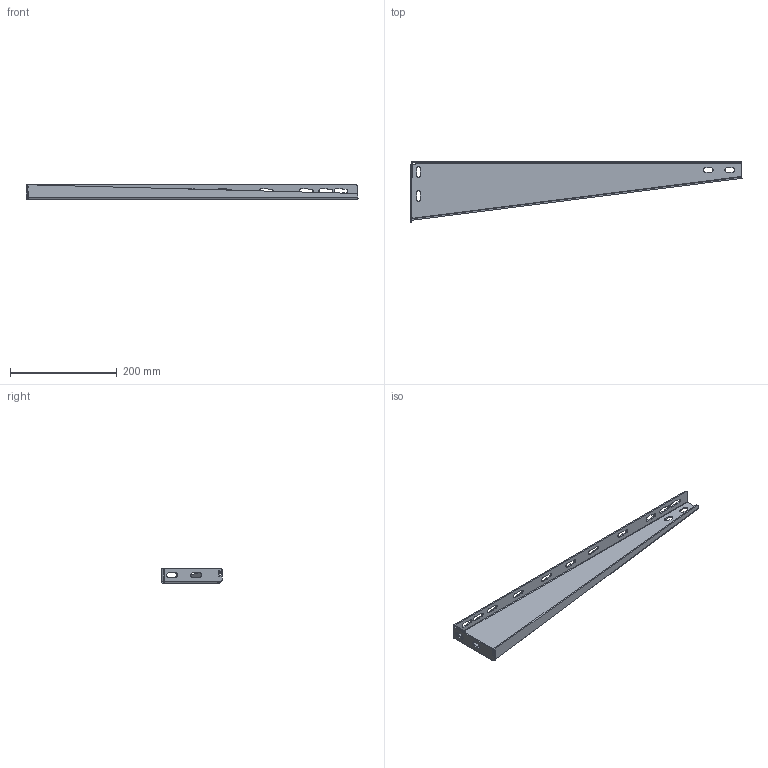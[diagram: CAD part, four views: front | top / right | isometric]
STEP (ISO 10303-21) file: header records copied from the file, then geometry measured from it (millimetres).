
FILE_DESCRIPTION(/* description */ (''),/* implementation_level */ '2;1');
FILE_NAME(/* name */ 'WWS600.stp',/* time_stamp */ '2020-11-04T14:58:38+01:00',/* author */ ('stanislaw.luczak'),/* organization */ (''),/* preprocessor_version */ 'ST-DEVELOPER v18.1',/* originating_system */ 'Autodesk Inventor 2021',/* authorisation */ '');
FILE_SCHEMA (('AUTOMOTIVE_DESIGN { 1 0 10303 214 3 1 1 }'));
Length unit declared in the file: millimetre
Products named in the file (1): WWS600
Bounding box: 623.02 x 114.4 x 28 mm (x, y, z)
Volume: 173398.4 mm3; surface area: 145361.6 mm2
Topology: 1 solids, 1 shells, 176 faces, 496 edges, 322 vertices
Faces by surface type: plane 99, cylinder 72, bspline 5
Entity records: 6495 total; most frequent: CARTESIAN_POINT 1738, ORIENTED_EDGE 992, DIRECTION 968, EDGE_CURVE 496, LINE 348, VECTOR 348, VERTEX_POINT 322, AXIS2_PLACEMENT_3D 310
